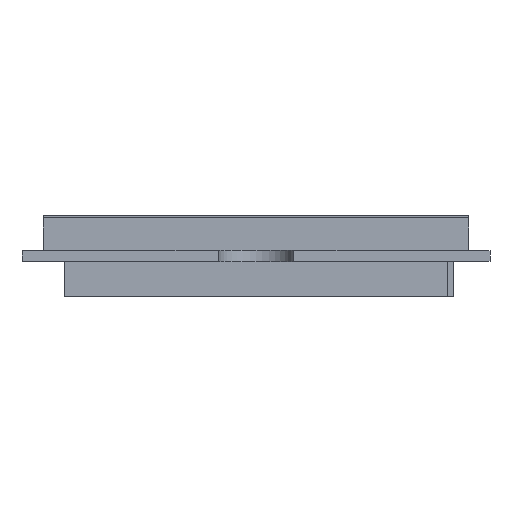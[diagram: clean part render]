
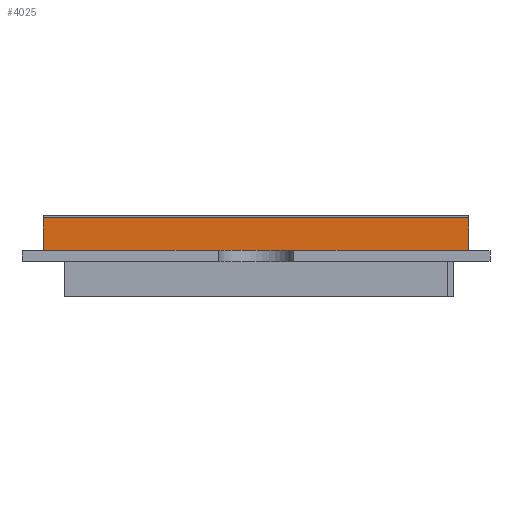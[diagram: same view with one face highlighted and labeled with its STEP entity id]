
A CAD part, front view. The second image highlights one B-rep face of the part: STEP entity #4025.
In plain terms, the highlighted planar face has unit normal (0, -1, 0).
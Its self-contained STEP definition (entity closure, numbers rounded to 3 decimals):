
#314=CARTESIAN_POINT('',(-10.,-29.58,-0.42));
#315=VERTEX_POINT('',#314);
#316=CARTESIAN_POINT('',(10.,-29.58,-0.42));
#317=VERTEX_POINT('',#316);
#318=CARTESIAN_POINT('',(-10.,-29.58,-0.42));
#319=DIRECTION('',(1.,-0.,-0.));
#320=VECTOR('',#319,20.);
#321=LINE('',#318,#320);
#322=EDGE_CURVE('',#315,#317,#321,.T.);
#3976=CARTESIAN_POINT('',(-10.,-29.58,1.13));
#3977=VERTEX_POINT('',#3976);
#3978=CARTESIAN_POINT('',(-10.,-29.58,1.13));
#3979=DIRECTION('',(-0.,-0.,-1.));
#3980=VECTOR('',#3979,1.55);
#3981=LINE('',#3978,#3980);
#3982=EDGE_CURVE('',#3977,#315,#3981,.T.);
#4002=CARTESIAN_POINT('',(-10.,-29.58,0.93));
#4003=DIRECTION('',(0.,1.,0.));
#4004=DIRECTION('',(-1.,0.,0.));
#4005=AXIS2_PLACEMENT_3D('',#4002,#4003,#4004);
#4006=PLANE('',#4005);
#4007=ORIENTED_EDGE('',*,*,#322,.T.);
#4008=CARTESIAN_POINT('',(10.,-29.58,1.13));
#4009=VERTEX_POINT('',#4008);
#4010=CARTESIAN_POINT('',(10.,-29.58,1.13));
#4011=DIRECTION('',(-0.,-0.,-1.));
#4012=VECTOR('',#4011,1.55);
#4013=LINE('',#4010,#4012);
#4014=EDGE_CURVE('',#4009,#317,#4013,.T.);
#4015=ORIENTED_EDGE('',*,*,#4014,.F.);
#4016=CARTESIAN_POINT('',(-10.,-29.58,1.13));
#4017=DIRECTION('',(1.,0.,-0.));
#4018=VECTOR('',#4017,20.);
#4019=LINE('',#4016,#4018);
#4020=EDGE_CURVE('',#3977,#4009,#4019,.T.);
#4021=ORIENTED_EDGE('',*,*,#4020,.F.);
#4022=ORIENTED_EDGE('',*,*,#3982,.T.);
#4023=EDGE_LOOP('',(#4007,#4015,#4021,#4022));
#4024=FACE_BOUND('',#4023,.T.);
#4025=ADVANCED_FACE('',(#4024),#4006,.F.);
